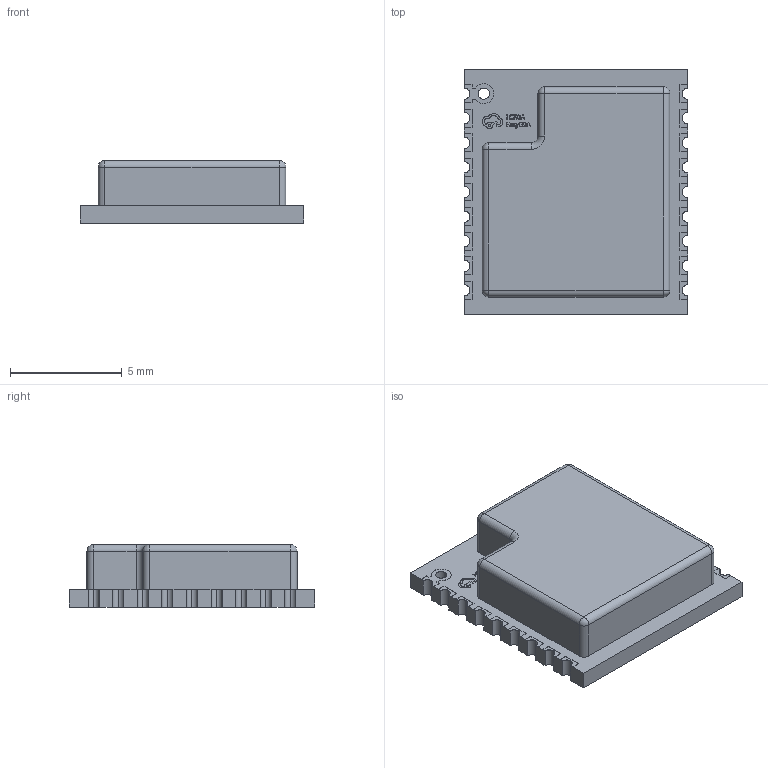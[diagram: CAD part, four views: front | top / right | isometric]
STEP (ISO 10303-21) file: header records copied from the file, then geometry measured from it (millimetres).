
FILE_DESCRIPTION (( 'STEP AP214' ), '1' );
FILE_NAME ('WIFIM-SMD_ESP-01F-2M.step', '2022-07-15T04:56:49', ( '' ), ( '' ), 'SwSTEP 2.0', 'SolidWorks 2020', '' );
FILE_SCHEMA (( 'AUTOMOTIVE_DESIGN' ));
Length unit declared in the file: millimetre
Products named in the file (1): WIFIM-SMD_ESP-01F-2M
Bounding box: 10 x 11 x 2.81 mm (x, y, z)
Volume: 231.3 mm3; surface area: 475.3 mm2
Topology: 33 solids, 33 shells, 610 faces, 1596 edges, 1055 vertices
Faces by surface type: plane 419, bspline 112, cylinder 73, sphere 5, torus 1
Entity records: 26802 total; most frequent: CARTESIAN_POINT 5361, ORIENTED_EDGE 3182, DIRECTION 2508, EDGE_CURVE 1591, VECTOR 1216, LINE 1216, VERTEX_POINT 1055, AXIS2_PLACEMENT_3D 646
